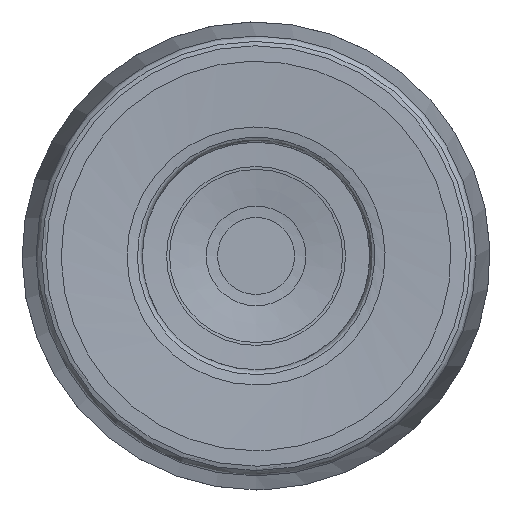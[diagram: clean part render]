
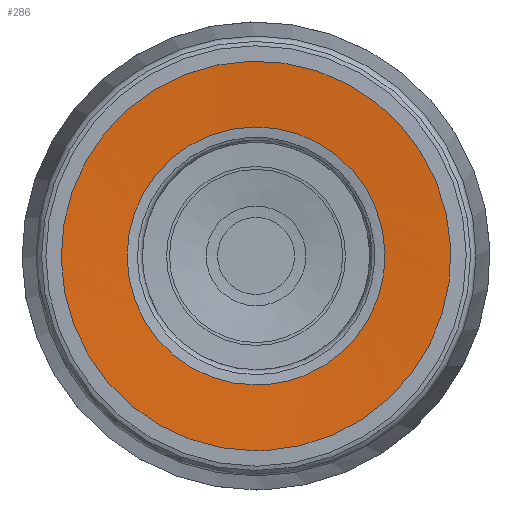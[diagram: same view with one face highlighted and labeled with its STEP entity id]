
A CAD part, left-side view. The second image highlights one B-rep face of the part: STEP entity #286.
In plain terms, the highlighted face is a revolution surface.
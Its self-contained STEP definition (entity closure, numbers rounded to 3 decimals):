
#45=SURFACE_OF_REVOLUTION('',#71,#61);
#61=AXIS1_PLACEMENT('',#945,#798);
#71=LINE('',#944,#81);
#81=VECTOR('',#797,6.06);
#286=ADVANCED_FACE('',(#356,#357),#45,.T.);
#356=FACE_BOUND('',#424,.T.);
#357=FACE_BOUND('',#425,.T.);
#424=EDGE_LOOP('',(#492));
#425=EDGE_LOOP('',(#493));
#492=ORIENTED_EDGE('',*,*,#547,.F.);
#493=ORIENTED_EDGE('',*,*,#561,.T.);
#513=VERTEX_POINT('',#885);
#527=VERTEX_POINT('',#941);
#547=EDGE_CURVE('',#513,#513,#581,.T.);
#561=EDGE_CURVE('',#527,#527,#595,.T.);
#581=CIRCLE('',#634,14.171);
#595=CIRCLE('',#654,9.383);
#634=AXIS2_PLACEMENT_3D('',#884,#731,#732);
#654=AXIS2_PLACEMENT_3D('',#940,#793,#794);
#731=DIRECTION('',(1.,0.,0.));
#732=DIRECTION('',(0.,0.,-1.));
#793=DIRECTION('',(1.,0.,0.));
#794=DIRECTION('',(0.,0.,-1.));
#797=DIRECTION('',(-0.042,-0.904,-0.425));
#798=DIRECTION('',(1.,0.,0.));
#884=CARTESIAN_POINT('',(-0.028,0.,0.));
#885=CARTESIAN_POINT('',(-0.028,0.,-14.171));
#940=CARTESIAN_POINT('',(0.225,0.,0.));
#941=CARTESIAN_POINT('',(0.225,0.,-9.383));
#944=CARTESIAN_POINT('',(0.225,-8.653,3.627));
#945=CARTESIAN_POINT('',(40.,0.,0.));
